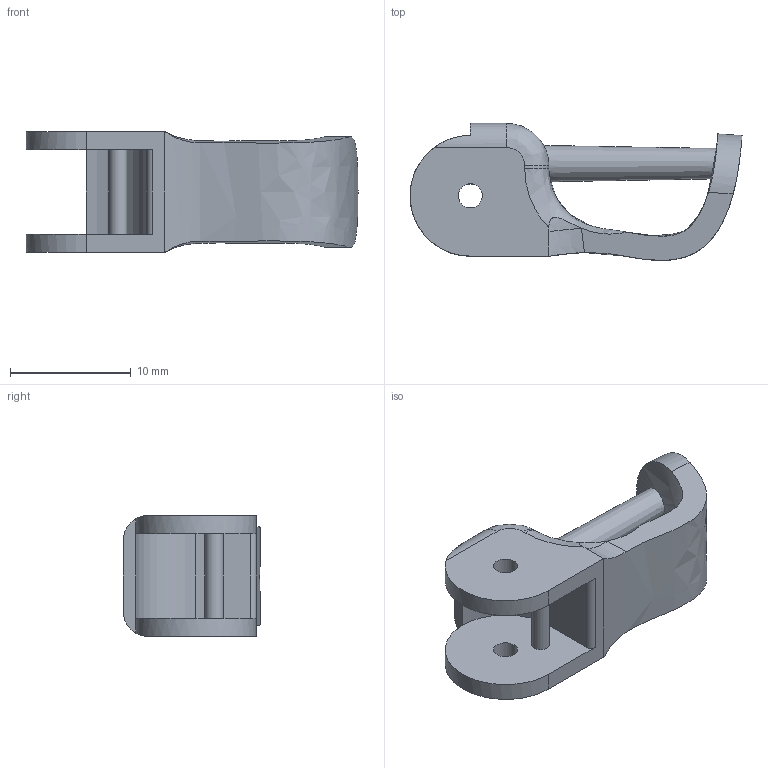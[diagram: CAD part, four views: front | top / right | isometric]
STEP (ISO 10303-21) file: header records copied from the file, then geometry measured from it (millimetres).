
FILE_DESCRIPTION(/* description */ (''),/* implementation_level */ '2;1');
FILE_NAME(/* name */ 'littledistalphalanx v3.stp',/* time_stamp */ '2022-06-18T23:04:48+02:00',/* author */ (''),/* organization */ (''),/* preprocessor_version */ 'ST-DEVELOPER v19',/* originating_system */ 'Autodesk Translation Framework v11.7.0.108',/* authorisation */ '');
FILE_SCHEMA (('AUTOMOTIVE_DESIGN { 1 0 10303 214 3 1 1 }'));
Length unit declared in the file: millimetre
Products named in the file (1): little_distal_phalanx
Bounding box: 27.5 x 11.35 x 10 mm (x, y, z)
Volume: 965.6 mm3; surface area: 1258.9 mm2
Topology: 1 solids, 1 shells, 39 faces, 105 edges, 67 vertices
Faces by surface type: cylinder 14, plane 13, bspline 11, cone 1
Full cylindrical faces by diameter (mm): 1.5 x1, 2 x2
Entity records: 1949 total; most frequent: CARTESIAN_POINT 1007, ORIENTED_EDGE 210, DIRECTION 154, EDGE_CURVE 105, VERTEX_POINT 67, AXIS2_PLACEMENT_3D 57, EDGE_LOOP 46, LINE 40
